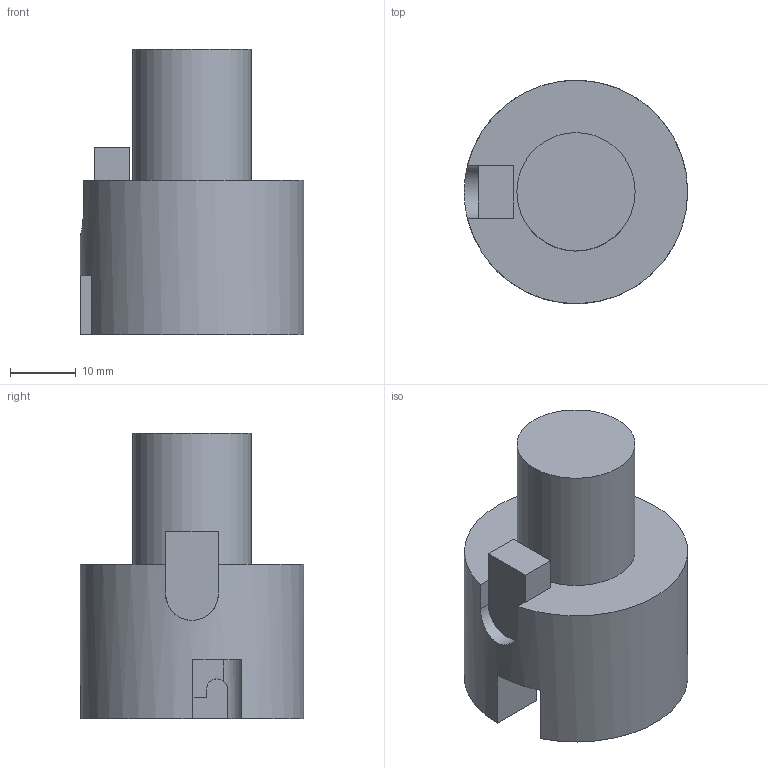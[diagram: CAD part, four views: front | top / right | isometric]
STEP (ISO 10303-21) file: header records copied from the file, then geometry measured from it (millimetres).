
FILE_DESCRIPTION(/* description */ (''),/* implementation_level */ '2;1');
FILE_NAME(/* name */ 'A61030.stp',/* time_stamp */ '2017-10-23T16:42:31+05:00',/* author */ (''),/* organization */ (''),/* preprocessor_version */ 'ST-DEVELOPER v16',/* originating_system */ 'SIEMENS PLM Software NX 11.0',/* authorisation */ '');
FILE_SCHEMA (('AUTOMOTIVE_DESIGN { 1 0 10303 214 3 1 1 1 }'));
Length unit declared in the file: millimetre
Products named in the file (1): A61030
Bounding box: 34 x 33.98 x 43.5 mm (x, y, z)
Volume: 23366.4 mm3; surface area: 7240.8 mm2
Topology: 3 solids, 3 shells, 42 faces, 108 edges, 72 vertices
Faces by surface type: plane 32, cylinder 10
Full cylindrical faces by diameter (mm): 18 x1, 34 x1
Entity records: 1369 total; most frequent: CARTESIAN_POINT 269, DIRECTION 217, ORIENTED_EDGE 208, EDGE_CURVE 104, LINE 79, VECTOR 79, VERTEX_POINT 70, AXIS2_PLACEMENT_3D 69
